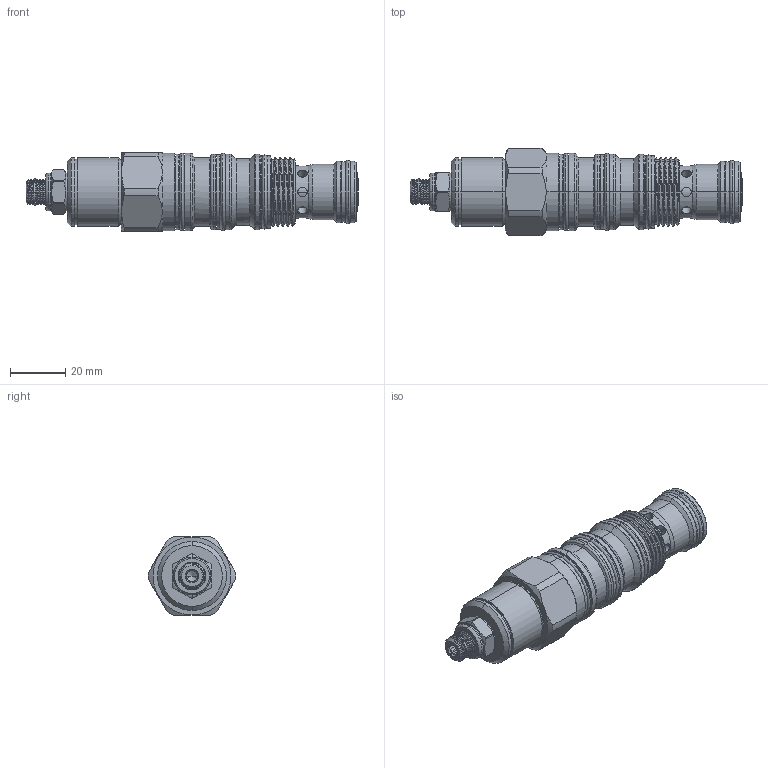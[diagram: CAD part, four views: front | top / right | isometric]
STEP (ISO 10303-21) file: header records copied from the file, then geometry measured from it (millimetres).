
FILE_DESCRIPTION (( 'STEP AP203' ), '1' );
FILE_NAME ('CWA22A4D-L.STEP', '2020-06-30T03:20:45', ( '' ), ( '' ), 'SwSTEP 2.0', 'SolidWorks 2018', '' );
FILE_SCHEMA (( 'CONFIG_CONTROL_DESIGN' ));
Length unit declared in the file: millimetre
Products named in the file (1): CWA22A4D-L
Bounding box: 120.32 x 31.59 x 28.57 mm (x, y, z)
Volume: 51568.9 mm3; surface area: 19066.9 mm2
Topology: 10 solids, 10 shells, 423 faces, 1001 edges, 614 vertices
Faces by surface type: cylinder 192, cone 78, plane 76, torus 61, bspline 14, sphere 2
Entity records: 19947 total; most frequent: CARTESIAN_POINT 10433, ORIENTED_EDGE 1998, DIRECTION 1993, EDGE_CURVE 999, AXIS2_PLACEMENT_3D 843, VERTEX_POINT 614, EDGE_LOOP 471, CIRCLE 433
